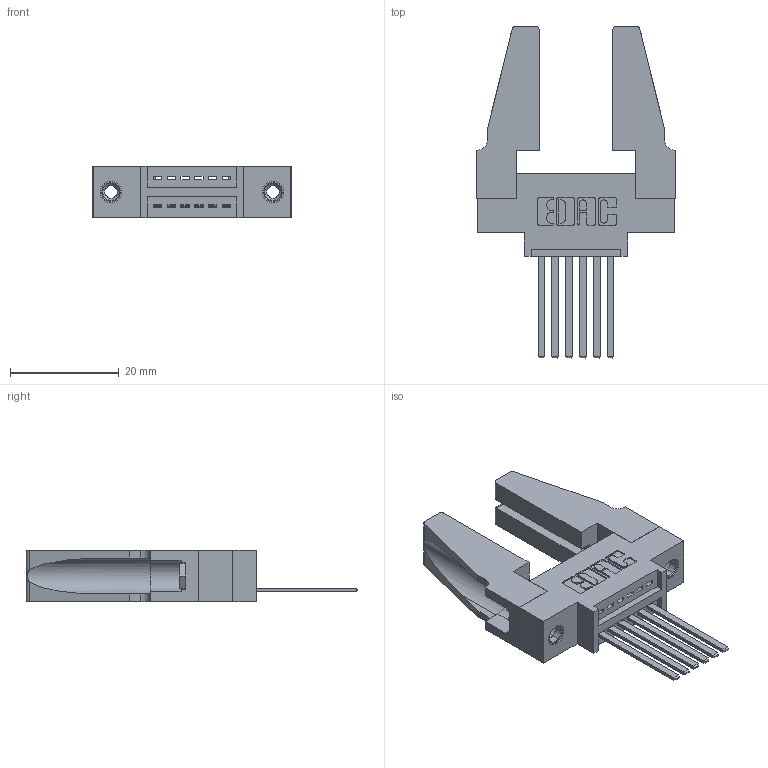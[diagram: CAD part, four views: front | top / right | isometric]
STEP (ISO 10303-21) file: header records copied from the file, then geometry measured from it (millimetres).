
FILE_DESCRIPTION (( 'STEP AP203' ), '1' );
FILE_NAME ('395-006-544-688.STEP', '2019-10-15T16:23:02', ( '' ), ( '' ), 'SwSTEP 2.0', 'SolidWorks 2016', '' );
FILE_SCHEMA (( 'CONFIG_CONTROL_DESIGN' ));
Length unit declared in the file: inch
Products named in the file (5): 345-250-001_345-250-001-102; 345-220-078_345-220-088; 395-006-544-688; 345 Part_0.170 Offset - 0.156 Dia-TH; 345-292-001_345-293-144
Assembly tree (11 placements, depth 2):
  395-006-544-688
    345 Part_0.170 Offset - 0.156 Dia-TH
    345-292-001_345-293-144  x6
    345-250-001_345-250-001-102  x2
    345-220-078_345-220-088  x2
Bounding box: 36.47 x 61.14 x 9.4 mm (x, y, z)
Volume: 6378.1 mm3; surface area: 7128.8 mm2
Topology: 11 solids, 11 shells, 566 faces, 1615 edges, 1058 vertices
Faces by surface type: plane 372, cylinder 178, cone 12, torus 4
Entity records: 11458 total; most frequent: CARTESIAN_POINT 1976, ORIENTED_EDGE 1876, DIRECTION 1782, EDGE_CURVE 938, VECTOR 744, LINE 744, VERTEX_POINT 618, AXIS2_PLACEMENT_3D 519
